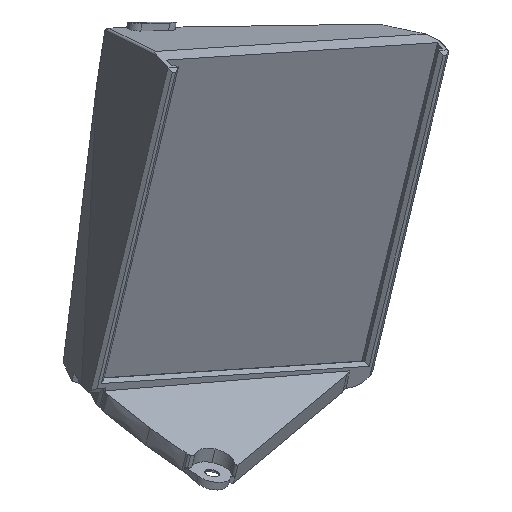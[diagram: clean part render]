
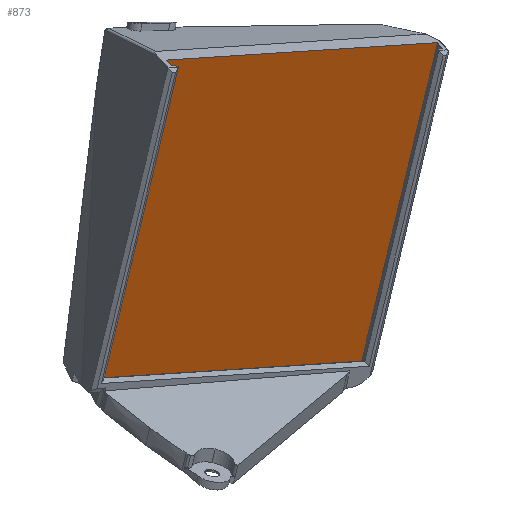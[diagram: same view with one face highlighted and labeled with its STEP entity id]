
A CAD part, front view. The second image highlights one B-rep face of the part: STEP entity #873.
In plain terms, the highlighted planar face has unit normal (0.452, -0.738, -0.501).
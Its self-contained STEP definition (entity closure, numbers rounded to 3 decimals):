
#147 = CARTESIAN_POINT ( 'NONE',  ( -73.145, -83.185, -31.169 ) ) ;
#161 = LINE ( 'NONE', #1919, #995 ) ;
#320 = EDGE_CURVE ( 'NONE', #1739, #4822, #1383, .T. ) ;
#338 = CARTESIAN_POINT ( 'NONE',  ( -53.504, -50.768, -61.239 ) ) ;
#494 = DIRECTION ( 'NONE',  ( 0., 0.561, -0.828 ) ) ;
#502 = DIRECTION ( 'NONE',  ( -0.868, -0.493, -0.056 ) ) ;
#547 = DIRECTION ( 'NONE',  ( 0.452, -0.738, -0.501 ) ) ;
#564 = CARTESIAN_POINT ( 'NONE',  ( -53.504, -50.768, -61.239 ) ) ;
#573 = CARTESIAN_POINT ( 'NONE',  ( -92.723, -115.924, -0.569 ) ) ;
#873 = ADVANCED_FACE ( 'NONE', ( #4664 ), #2975, .T. ) ;
#995 = VECTOR ( 'NONE', #1881, 1000. ) ;
#1166 = DIRECTION ( 'NONE',  ( 0.206, -0.46, 0.864 ) ) ;
#1322 = ORIENTED_EDGE ( 'NONE', *, *, #3056, .T. ) ;
#1383 = LINE ( 'NONE', #1954, #5069 ) ;
#1689 = VECTOR ( 'NONE', #1166, 1000. ) ;
#1739 = VERTEX_POINT ( 'NONE', #2092 ) ;
#1881 = DIRECTION ( 'NONE',  ( -0.206, 0.46, -0.864 ) ) ;
#1919 = CARTESIAN_POINT ( 'NONE',  ( -92.723, -115.924, -0.569 ) ) ;
#1954 = CARTESIAN_POINT ( 'NONE',  ( -108.022, -81.743, -64.742 ) ) ;
#1975 = ORIENTED_EDGE ( 'NONE', *, *, #3882, .T. ) ;
#2069 = ORIENTED_EDGE ( 'NONE', *, *, #320, .T. ) ;
#2092 = CARTESIAN_POINT ( 'NONE',  ( -108.022, -81.743, -64.742 ) ) ;
#2741 = EDGE_LOOP ( 'NONE', ( #2069, #4641, #1322, #1975 ) ) ;
#2975 = PLANE ( 'NONE',  #4651 ) ;
#2984 = CARTESIAN_POINT ( 'NONE',  ( -38.206, -84.949, 2.933 ) ) ;
#3056 = EDGE_CURVE ( 'NONE', #3155, #4510, #3519, .T. ) ;
#3155 = VERTEX_POINT ( 'NONE', #4258 ) ;
#3519 = LINE ( 'NONE', #2984, #5157 ) ;
#3818 = LINE ( 'NONE', #338, #1689 ) ;
#3882 = EDGE_CURVE ( 'NONE', #4510, #1739, #161, .T. ) ;
#4035 = DIRECTION ( 'NONE',  ( 0.868, 0.493, 0.056 ) ) ;
#4258 = CARTESIAN_POINT ( 'NONE',  ( -38.206, -84.949, 2.933 ) ) ;
#4510 = VERTEX_POINT ( 'NONE', #573 ) ;
#4641 = ORIENTED_EDGE ( 'NONE', *, *, #4677, .T. ) ;
#4651 = AXIS2_PLACEMENT_3D ( 'NONE', #147, #547, #494 ) ;
#4664 = FACE_OUTER_BOUND ( 'NONE', #2741, .T. ) ;
#4677 = EDGE_CURVE ( 'NONE', #4822, #3155, #3818, .T. ) ;
#4822 = VERTEX_POINT ( 'NONE', #564 ) ;
#5069 = VECTOR ( 'NONE', #4035, 1000. ) ;
#5157 = VECTOR ( 'NONE', #502, 1000. ) ;
